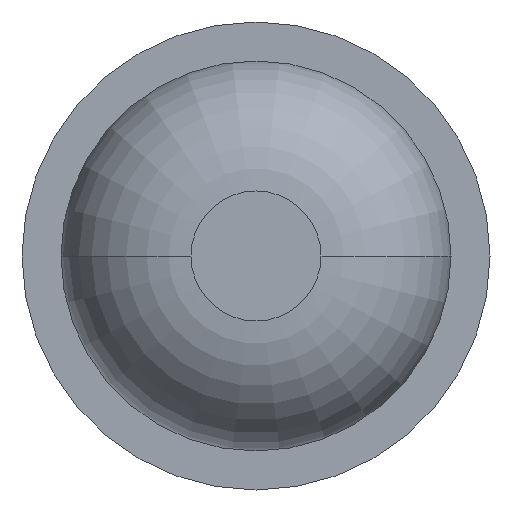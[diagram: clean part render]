
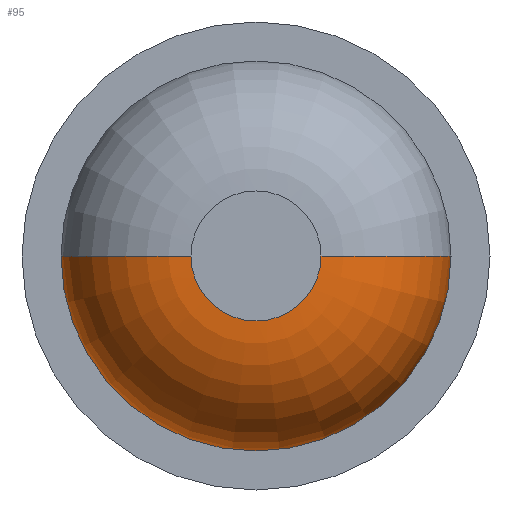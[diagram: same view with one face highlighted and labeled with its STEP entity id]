
A CAD part, front view. The second image highlights one B-rep face of the part: STEP entity #95.
In plain terms, the highlighted toroidal (fillet/blend) face has major radius 0.125 mm and minor radius 0.25 mm.
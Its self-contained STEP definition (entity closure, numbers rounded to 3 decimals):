
#95 = ADVANCED_FACE ( 'Defeature ausgef�hrt1_2', ( #1285 ), #1049, .T. ) ;
#136 = DIRECTION ( 'NONE',  ( 0., 0., 1. ) ) ;
#227 = CIRCLE ( 'NONE', #2632, 0.125 ) ;
#423 = ORIENTED_EDGE ( 'NONE', *, *, #2615, .F. ) ;
#424 = EDGE_CURVE ( 'NONE', #1709, #3695, #3779, .T. ) ;
#494 = AXIS2_PLACEMENT_3D ( 'NONE', #2523, #2203, #723 ) ;
#554 = DIRECTION ( 'NONE',  ( 0., -1., 0. ) ) ;
#650 = CARTESIAN_POINT ( 'NONE',  ( 0., -31.05, 0. ) ) ;
#665 = CARTESIAN_POINT ( 'NONE',  ( -0.125, -31.3, 0. ) ) ;
#723 = DIRECTION ( 'NONE',  ( 1., 0., 0. ) ) ;
#834 = DIRECTION ( 'NONE',  ( 1., 0., 0. ) ) ;
#953 = DIRECTION ( 'NONE',  ( 0., 0., -1. ) ) ;
#1049 = TOROIDAL_SURFACE ( 'NONE', #494, 0.125, 0.25 ) ;
#1066 = VERTEX_POINT ( 'NONE', #2994 ) ;
#1110 = ORIENTED_EDGE ( 'NONE', *, *, #3252, .F. ) ;
#1285 = FACE_OUTER_BOUND ( 'NONE', #2429, .T. ) ;
#1367 = CIRCLE ( 'NONE', #3497, 0.25 ) ;
#1463 = ORIENTED_EDGE ( 'NONE', *, *, #424, .T. ) ;
#1641 = CIRCLE ( 'NONE', #2152, 0.375 ) ;
#1709 = VERTEX_POINT ( 'NONE', #665 ) ;
#1828 = DIRECTION ( 'NONE',  ( 1., 0., 0. ) ) ;
#1864 = CARTESIAN_POINT ( 'NONE',  ( 0.125, -31.05, 0. ) ) ;
#2127 = VERTEX_POINT ( 'NONE', #3088 ) ;
#2152 = AXIS2_PLACEMENT_3D ( 'NONE', #650, #3358, #1828 ) ;
#2203 = DIRECTION ( 'NONE',  ( 0., 1., 0. ) ) ;
#2232 = ORIENTED_EDGE ( 'NONE', *, *, #2921, .F. ) ;
#2429 = EDGE_LOOP ( 'NONE', ( #423, #1463, #1110, #2232 ) ) ;
#2452 = CARTESIAN_POINT ( 'NONE',  ( -0.125, -31.05, 0. ) ) ;
#2509 = DIRECTION ( 'NONE',  ( 1., 0., 0. ) ) ;
#2523 = CARTESIAN_POINT ( 'NONE',  ( 0., -31.05, 0. ) ) ;
#2615 = EDGE_CURVE ( 'Defeature ausgef�hrt1_1+Defeature ausgef�hrt1_2+Defeature ausgef�hrt1_2+Defeature ausgef�hrt1_2', #1709, #1066, #227, .T. ) ;
#2632 = AXIS2_PLACEMENT_3D ( 'NONE', #2657, #554, #834 ) ;
#2657 = CARTESIAN_POINT ( 'NONE',  ( 0., -31.3, 0. ) ) ;
#2845 = CARTESIAN_POINT ( 'NONE',  ( -0.375, -31.05, 0. ) ) ;
#2921 = EDGE_CURVE ( 'NONE', #1066, #2127, #1367, .T. ) ;
#2994 = CARTESIAN_POINT ( 'NONE',  ( 0.125, -31.3, 0. ) ) ;
#3088 = CARTESIAN_POINT ( 'NONE',  ( 0.375, -31.05, 0. ) ) ;
#3252 = EDGE_CURVE ( 'Defeature ausgef�hrt1_0+Defeature ausgef�hrt1_2+Defeature ausgef�hrt1_2+Defeature ausgef�hrt1_2', #2127, #3695, #1641, .T. ) ;
#3358 = DIRECTION ( 'NONE',  ( 0., 1., 0. ) ) ;
#3497 = AXIS2_PLACEMENT_3D ( 'NONE', #1864, #136, #2509 ) ;
#3664 = AXIS2_PLACEMENT_3D ( 'NONE', #2452, #953, #3672 ) ;
#3672 = DIRECTION ( 'NONE',  ( -1., 0., 0. ) ) ;
#3695 = VERTEX_POINT ( 'NONE', #2845 ) ;
#3779 = CIRCLE ( 'NONE', #3664, 0.25 ) ;
